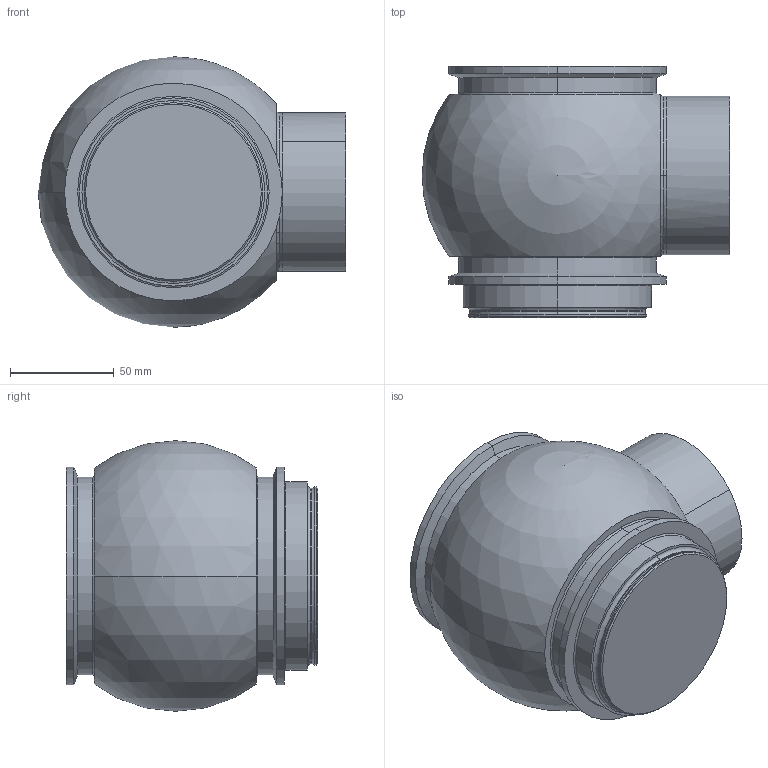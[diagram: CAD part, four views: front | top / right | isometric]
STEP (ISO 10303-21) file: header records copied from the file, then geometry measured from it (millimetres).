
FILE_DESCRIPTION (( 'STEP AP214' ), '1' );
FILE_NAME ('102148.STEP', '2017-11-02T20:41:59', ( '' ), ( '' ), 'SwSTEP 2.0', 'SolidWorks 2014', '' );
FILE_SCHEMA (( 'AUTOMOTIVE_DESIGN' ));
Length unit declared in the file: inch
Products named in the file (1): 102148
Bounding box: 148.01 x 120.85 x 130.15 mm (x, y, z)
Volume: 1324553.1 mm3; surface area: 73503.1 mm2
Topology: 1 solids, 1 shells, 47 faces, 105 edges, 62 vertices
Faces by surface type: cylinder 18, torus 12, plane 9, cone 6, sphere 2
Entity records: 1334 total; most frequent: DIRECTION 262, CARTESIAN_POINT 233, ORIENTED_EDGE 198, AXIS2_PLACEMENT_3D 117, EDGE_CURVE 99, CIRCLE 69, VERTEX_POINT 58, EDGE_LOOP 51
